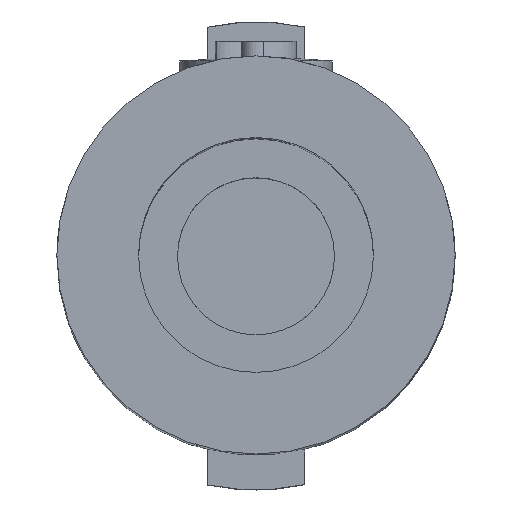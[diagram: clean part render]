
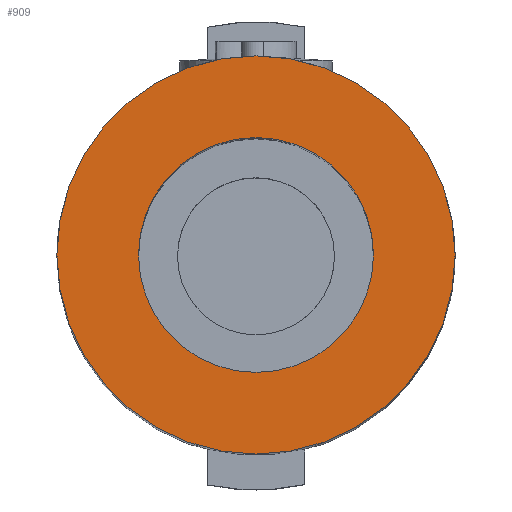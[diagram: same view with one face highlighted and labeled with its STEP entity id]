
A CAD part, top view. The second image highlights one B-rep face of the part: STEP entity #909.
In plain terms, the highlighted planar face has unit normal (0, 0, 1).
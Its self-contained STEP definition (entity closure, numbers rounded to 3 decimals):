
#29=FACE_BOUND('',#222,.T.);
#48=PLANE('',#1012);
#75=CIRCLE('',#973,16.102);
#86=CIRCLE('',#992,9.5);
#159=FACE_OUTER_BOUND('',#221,.T.);
#221=EDGE_LOOP('',(#853));
#222=EDGE_LOOP('',(#854));
#424=VERTEX_POINT('',#1594);
#450=VERTEX_POINT('',#1869);
#537=EDGE_CURVE('',#424,#424,#75,.T.);
#572=EDGE_CURVE('',#450,#450,#86,.T.);
#853=ORIENTED_EDGE('',*,*,#537,.F.);
#854=ORIENTED_EDGE('',*,*,#572,.T.);
#909=ADVANCED_FACE('',(#159,#29),#48,.T.);
#973=AXIS2_PLACEMENT_3D('',#1595,#1140,#1141);
#992=AXIS2_PLACEMENT_3D('',#1871,#1191,#1192);
#1012=AXIS2_PLACEMENT_3D('',#2053,#1245,#1246);
#1140=DIRECTION('center_axis',(0.,0.,
-1.));
#1141=DIRECTION('ref_axis',(1.,0.,0.));
#1191=DIRECTION('center_axis',(0.,0.,
-1.));
#1192=DIRECTION('ref_axis',(-1.,0.,0.));
#1245=DIRECTION('center_axis',(0.,0.,
1.));
#1246=DIRECTION('ref_axis',(1.,0.,0.));
#1594=CARTESIAN_POINT('',(-25.726,4.717,162.56));
#1595=CARTESIAN_POINT('Origin',(-9.624,4.717,162.56));
#1869=CARTESIAN_POINT('',(-0.124,4.717,162.56));
#1871=CARTESIAN_POINT('Origin',(-9.624,4.717,162.56));
#2053=CARTESIAN_POINT('Origin',(-9.624,4.717,162.56));
